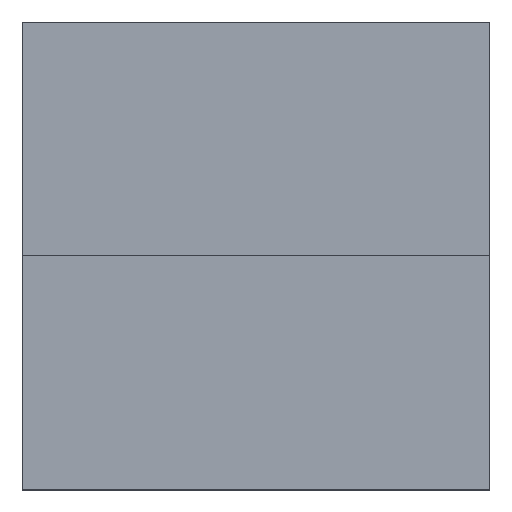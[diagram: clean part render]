
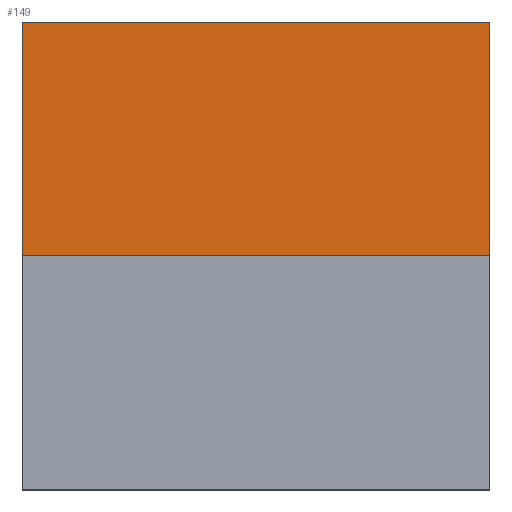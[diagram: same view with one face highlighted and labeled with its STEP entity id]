
A CAD part, top view. The second image highlights one B-rep face of the part: STEP entity #149.
In plain terms, the highlighted planar face has unit normal (0, 0, 1).
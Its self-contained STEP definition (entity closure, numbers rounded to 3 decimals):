
#1 = CARTESIAN_POINT ( 'NONE',  ( 0., 5., 10. ) ) ;
#22 = AXIS2_PLACEMENT_3D ( 'NONE', #335, #56, #166 ) ;
#23 = CARTESIAN_POINT ( 'NONE',  ( 0., 5., 10. ) ) ;
#26 = LINE ( 'NONE', #290, #356 ) ;
#32 = VERTEX_POINT ( 'NONE', #226 ) ;
#56 = DIRECTION ( 'NONE',  ( 0., 0., -1. ) ) ;
#63 = DIRECTION ( 'NONE',  ( -1., 0., 0. ) ) ;
#64 = CARTESIAN_POINT ( 'NONE',  ( 10., 5., 10. ) ) ;
#75 = VERTEX_POINT ( 'NONE', #135 ) ;
#126 = CARTESIAN_POINT ( 'NONE',  ( 10., 5., 10. ) ) ;
#135 = CARTESIAN_POINT ( 'NONE',  ( 10., 10., 10. ) ) ;
#142 = LINE ( 'NONE', #1, #355 ) ;
#144 = LINE ( 'NONE', #64, #167 ) ;
#149 = ADVANCED_FACE ( 'NONE', ( #222 ), #165, .F. ) ;
#151 = VERTEX_POINT ( 'NONE', #23 ) ;
#152 = LINE ( 'NONE', #126, #292 ) ;
#160 = EDGE_LOOP ( 'NONE', ( #267, #187, #317, #238 ) ) ;
#165 = PLANE ( 'NONE',  #22 ) ;
#166 = DIRECTION ( 'NONE',  ( -1., 0., 0. ) ) ;
#167 = VECTOR ( 'NONE', #177, 1000. ) ;
#169 = EDGE_CURVE ( 'NONE', #75, #32, #26, .T. ) ;
#177 = DIRECTION ( 'NONE',  ( -1., 0., 0. ) ) ;
#187 = ORIENTED_EDGE ( 'NONE', *, *, #328, .F. ) ;
#200 = DIRECTION ( 'NONE',  ( 0., -1., 0. ) ) ;
#222 = FACE_OUTER_BOUND ( 'NONE', #160, .T. ) ;
#226 = CARTESIAN_POINT ( 'NONE',  ( 0., 10., 10. ) ) ;
#234 = CARTESIAN_POINT ( 'NONE',  ( 10., 5., 10. ) ) ;
#238 = ORIENTED_EDGE ( 'NONE', *, *, #169, .T. ) ;
#267 = ORIENTED_EDGE ( 'NONE', *, *, #289, .T. ) ;
#275 = VERTEX_POINT ( 'NONE', #234 ) ;
#289 = EDGE_CURVE ( 'NONE', #32, #151, #142, .T. ) ;
#290 = CARTESIAN_POINT ( 'NONE',  ( 10., 10., 10. ) ) ;
#292 = VECTOR ( 'NONE', #316, 1000. ) ;
#316 = DIRECTION ( 'NONE',  ( 0., -1., 0. ) ) ;
#317 = ORIENTED_EDGE ( 'NONE', *, *, #339, .F. ) ;
#328 = EDGE_CURVE ( 'NONE', #275, #151, #144, .T. ) ;
#335 = CARTESIAN_POINT ( 'NONE',  ( 10., 5., 10. ) ) ;
#339 = EDGE_CURVE ( 'NONE', #75, #275, #152, .T. ) ;
#355 = VECTOR ( 'NONE', #200, 1000. ) ;
#356 = VECTOR ( 'NONE', #63, 1000. ) ;
